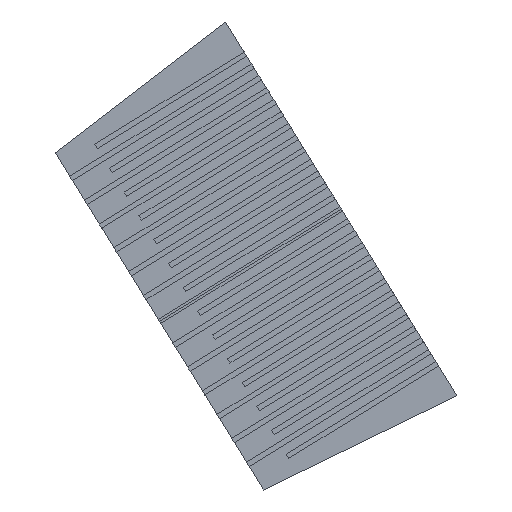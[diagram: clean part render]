
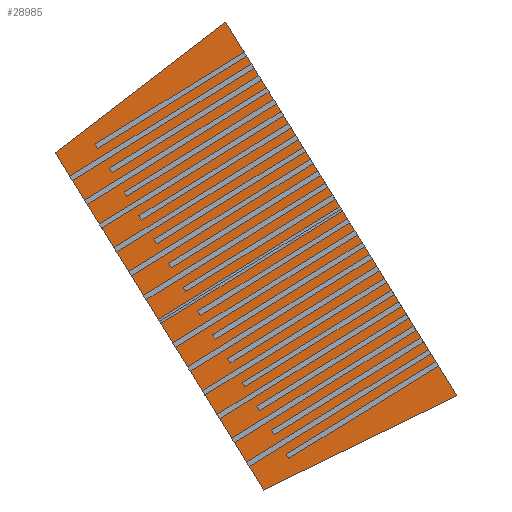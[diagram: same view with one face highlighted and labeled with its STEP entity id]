
A CAD part, front view. The second image highlights one B-rep face of the part: STEP entity #28985.
In plain terms, the highlighted planar face has unit normal (0.008, -1, -0.013).
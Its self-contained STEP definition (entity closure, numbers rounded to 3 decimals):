
#28985 = ADVANCED_FACE('',(#28986),#29000,.T.);
#28986 = FACE_BOUND('',#28987,.T.);
#28987 = EDGE_LOOP('',(#28988,#29021,#29047,#29073));
#28988 = ORIENTED_EDGE('',*,*,#28989,.F.);
#28989 = EDGE_CURVE('',#28990,#28992,#28994,.T.);
#28990 = VERTEX_POINT('',#28991);
#28991 = CARTESIAN_POINT('',(10962.475,134.179,
    3848.585));
#28992 = VERTEX_POINT('',#28993);
#28993 = CARTESIAN_POINT('',(11632.428,132.881,
    4362.352));
#28994 = SURFACE_CURVE('',#28995,(#28999,#29010),.PCURVE_S1.);
#28995 = LINE('',#28996,#28997);
#28996 = CARTESIAN_POINT('',(1382.375,152.748,
    -3498.11));
#28997 = VECTOR('',#28998,1.);
#28998 = DIRECTION('',(0.794,-0.002,0.609
    ));
#28999 = PCURVE('',#29000,#29005);
#29000 = PLANE('',#29001);
#29001 = AXIS2_PLACEMENT_3D('',#29002,#29003,#29004);
#29002 = CARTESIAN_POINT('',(10073.432,146.067,
    2386.371));
#29003 = DIRECTION('',(0.008,-1.,
    -0.013));
#29004 = DIRECTION('',(0.,0.013,-1.));
#29005 = DEFINITIONAL_REPRESENTATION('',(#29006),#29009);
#29006 = B_SPLINE_CURVE_WITH_KNOTS('',1,(#29007,#29008),.UNSPECIFIED.,
  .F.,.F.,(2,2),(11988.376,13001.503),
  .PIECEWISE_BEZIER_KNOTS.);
#29007 = CARTESIAN_POINT('',(-1410.871,822.074));
#29008 = CARTESIAN_POINT('',(-2027.36,1626.044));
#29009 = ( GEOMETRIC_REPRESENTATION_CONTEXT(2) 
PARAMETRIC_REPRESENTATION_CONTEXT() REPRESENTATION_CONTEXT('2D SPACE',''
  ) );
#29010 = PCURVE('',#29011,#29016);
#29011 = PLANE('',#29012);
#29012 = AXIS2_PLACEMENT_3D('',#29013,#29014,#29015);
#29013 = CARTESIAN_POINT('',(-6932.039,-20.197,
    -9874.187));
#29014 = DIRECTION('',(0.609,0.,-0.794));
#29015 = DIRECTION('',(0.,-1.,0.));
#29016 = DEFINITIONAL_REPRESENTATION('',(#29017),#29020);
#29017 = B_SPLINE_CURVE_WITH_KNOTS('',1,(#29018,#29019),.UNSPECIFIED.,
  .F.,.F.,(2,2),(11988.376,13001.503),
  .PIECEWISE_BEZIER_KNOTS.);
#29018 = CARTESIAN_POINT('',(-154.506,-22466.14));
#29019 = CARTESIAN_POINT('',(-152.947,-23479.266));
#29020 = ( GEOMETRIC_REPRESENTATION_CONTEXT(2) 
PARAMETRIC_REPRESENTATION_CONTEXT() REPRESENTATION_CONTEXT('2D SPACE',''
  ) );
#29021 = ORIENTED_EDGE('',*,*,#29022,.F.);
#29022 = EDGE_CURVE('',#29023,#28990,#29025,.T.);
#29023 = VERTEX_POINT('',#29024);
#29024 = CARTESIAN_POINT('',(11780.879,158.013,
    2524.393));
#29025 = SURFACE_CURVE('',#29026,(#29030,#29036),.PCURVE_S1.);
#29026 = LINE('',#29027,#29028);
#29027 = CARTESIAN_POINT('',(10511.76,121.054,
    4577.849));
#29028 = VECTOR('',#29029,1.);
#29029 = DIRECTION('',(-0.526,-0.015,
    0.851));
#29030 = PCURVE('',#29000,#29031);
#29031 = DEFINITIONAL_REPRESENTATION('',(#29032),#29035);
#29032 = B_SPLINE_CURVE_WITH_KNOTS('',1,(#29033,#29034),.UNSPECIFIED.,
  .F.,.F.,(2,2),(-2569.959,-701.717),
  .PIECEWISE_BEZIER_KNOTS.);
#29033 = CARTESIAN_POINT('',(-5.416,1789.345));
#29034 = CARTESIAN_POINT('',(-1594.684,807.228));
#29035 = ( GEOMETRIC_REPRESENTATION_CONTEXT(2) 
PARAMETRIC_REPRESENTATION_CONTEXT() REPRESENTATION_CONTEXT('2D SPACE',''
  ) );
#29036 = PCURVE('',#29037,#29042);
#29037 = PLANE('',#29038);
#29038 = AXIS2_PLACEMENT_3D('',#29039,#29040,#29041);
#29039 = CARTESIAN_POINT('',(9653.623,0.,5966.33));
#29040 = DIRECTION('',(0.851,0.,0.526));
#29041 = DIRECTION('',(0.,-1.,0.));
#29042 = DEFINITIONAL_REPRESENTATION('',(#29043),#29046);
#29043 = B_SPLINE_CURVE_WITH_KNOTS('',1,(#29044,#29045),.UNSPECIFIED.,
  .F.,.F.,(2,2),(-2569.959,-701.717),
  .PIECEWISE_BEZIER_KNOTS.);
#29044 = CARTESIAN_POINT('',(-160.396,4201.92));
#29045 = CARTESIAN_POINT('',(-131.796,2333.897));
#29046 = ( GEOMETRIC_REPRESENTATION_CONTEXT(2) 
PARAMETRIC_REPRESENTATION_CONTEXT() REPRESENTATION_CONTEXT('2D SPACE',''
  ) );
#29047 = ORIENTED_EDGE('',*,*,#29048,.T.);
#29048 = EDGE_CURVE('',#29023,#29049,#29051,.T.);
#29049 = VERTEX_POINT('',#29050);
#29050 = CARTESIAN_POINT('',(12540.015,159.311,
    2893.861));
#29051 = SURFACE_CURVE('',#29052,(#29056,#29062),.PCURVE_S1.);
#29052 = LINE('',#29053,#29054);
#29053 = CARTESIAN_POINT('',(334.573,138.433,
    -3046.47));
#29054 = VECTOR('',#29055,1.);
#29055 = DIRECTION('',(0.899,0.002,0.438)
  );
#29056 = PCURVE('',#29000,#29057);
#29057 = DEFINITIONAL_REPRESENTATION('',(#29058),#29061);
#29058 = B_SPLINE_CURVE_WITH_KNOTS('',1,(#29059,#29060),.UNSPECIFIED.,
  .F.,.F.,(2,2),(12645.57,13658.696),
  .PIECEWISE_BEZIER_KNOTS.);
#29059 = CARTESIAN_POINT('',(-100.913,1631.586));
#29060 = CARTESIAN_POINT('',(-544.217,2542.579));
#29061 = ( GEOMETRIC_REPRESENTATION_CONTEXT(2) 
PARAMETRIC_REPRESENTATION_CONTEXT() REPRESENTATION_CONTEXT('2D SPACE',''
  ) );
#29062 = PCURVE('',#29063,#29068);
#29063 = PLANE('',#29064);
#29064 = AXIS2_PLACEMENT_3D('',#29065,#29066,#29067);
#29065 = CARTESIAN_POINT('',(-9676.723,-46.239,
    -7918.92));
#29066 = DIRECTION('',(0.438,0.,-0.899));
#29067 = DIRECTION('',(0.,-1.,0.));
#29068 = DEFINITIONAL_REPRESENTATION('',(#29069),#29072);
#29069 = B_SPLINE_CURVE_WITH_KNOTS('',1,(#29070,#29071),.UNSPECIFIED.,
  .F.,.F.,(2,2),(12645.57,13658.696),
  .PIECEWISE_BEZIER_KNOTS.);
#29070 = CARTESIAN_POINT('',(-204.122,-23779.593));
#29071 = CARTESIAN_POINT('',(-205.68,-24792.719));
#29072 = ( GEOMETRIC_REPRESENTATION_CONTEXT(2) 
PARAMETRIC_REPRESENTATION_CONTEXT() REPRESENTATION_CONTEXT('2D SPACE',''
  ) );
#29073 = ORIENTED_EDGE('',*,*,#29074,.T.);
#29074 = EDGE_CURVE('',#29049,#28992,#29075,.T.);
#29075 = SURFACE_CURVE('',#29076,(#29080,#29086),.PCURVE_S1.);
#29076 = LINE('',#29077,#29078);
#29077 = CARTESIAN_POINT('',(10365.501,95.986,
    6412.261));
#29078 = VECTOR('',#29079,1.);
#29079 = DIRECTION('',(-0.526,-0.015,
    0.851));
#29080 = PCURVE('',#29000,#29081);
#29081 = DEFINITIONAL_REPRESENTATION('',(#29082),#29085);
#29082 = B_SPLINE_CURVE_WITH_KNOTS('',1,(#29083,#29084),.UNSPECIFIED.,
  .F.,.F.,(2,2),(-4309.277,-2237.45),
  .PIECEWISE_BEZIER_KNOTS.);
#29083 = CARTESIAN_POINT('',(-360.404,2557.424));
#29084 = CARTESIAN_POINT('',(-2122.857,1468.285));
#29085 = ( GEOMETRIC_REPRESENTATION_CONTEXT(2) 
PARAMETRIC_REPRESENTATION_CONTEXT() REPRESENTATION_CONTEXT('2D SPACE',''
  ) );
#29086 = PCURVE('',#29087,#29092);
#29087 = PLANE('',#29088);
#29088 = AXIS2_PLACEMENT_3D('',#29089,#29090,#29091);
#29089 = CARTESIAN_POINT('',(8646.52,-45.194,
    9193.602));
#29090 = DIRECTION('',(0.851,0.,0.526));
#29091 = DIRECTION('',(0.,-1.,0.));
#29092 = DEFINITIONAL_REPRESENTATION('',(#29093),#29096);
#29093 = B_SPLINE_CURVE_WITH_KNOTS('',1,(#29094,#29095),.UNSPECIFIED.,
  .F.,.F.,(2,2),(-4309.277,-2237.45),
  .PIECEWISE_BEZIER_KNOTS.);
#29094 = CARTESIAN_POINT('',(-207.148,7578.443));
#29095 = CARTESIAN_POINT('',(-175.431,5506.86));
#29096 = ( GEOMETRIC_REPRESENTATION_CONTEXT(2) 
PARAMETRIC_REPRESENTATION_CONTEXT() REPRESENTATION_CONTEXT('2D SPACE',''
  ) );
